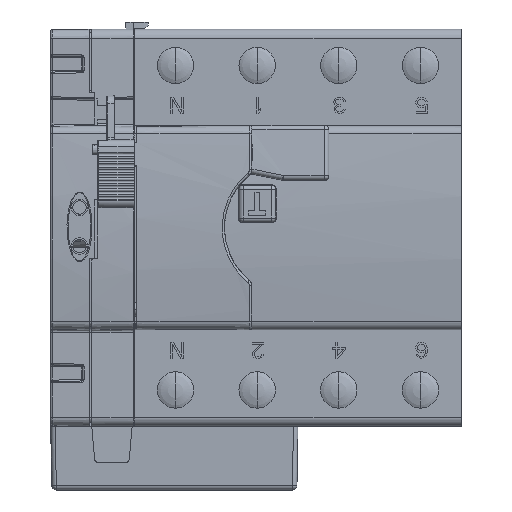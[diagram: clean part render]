
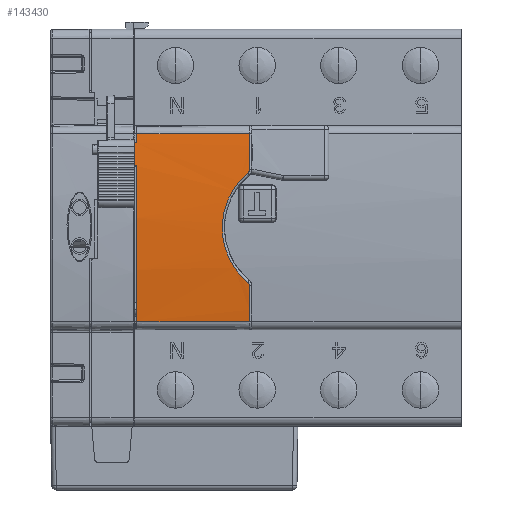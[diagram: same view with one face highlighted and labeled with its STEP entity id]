
A CAD part, left-side view. The second image highlights one B-rep face of the part: STEP entity #143430.
In plain terms, the highlighted conical face has half-angle 0.5 degrees and reference radius 179.868 mm.
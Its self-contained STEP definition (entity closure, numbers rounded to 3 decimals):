
#41714=CARTESIAN_POINT('',(-40.851,-0.5,
13.645));
#41716=CARTESIAN_POINT('',(138.41,-0.5,0.));
#41717=DIRECTION('',(0.,-1.,0.));
#41718=DIRECTION('',(-0.997,0.,0.076));
#41719=AXIS2_PLACEMENT_3D('',#41716,#41717,#41718);
#41843=CARTESIAN_POINT('',(138.41,4.,0.));
#41844=DIRECTION('',(0.,-1.,0.));
#41845=DIRECTION('',(-0.995,0.,0.104));
#41846=AXIS2_PLACEMENT_3D('',#41843,#41844,#41845);
#41926=CARTESIAN_POINT('',(-41.132,-25.296,
12.764));
#41927=CARTESIAN_POINT('',(-41.14,-25.296,
12.663));
#41928=CARTESIAN_POINT('',(-41.153,-25.268,
12.472));
#41929=CARTESIAN_POINT('',(-41.171,-25.138,
12.197));
#41930=CARTESIAN_POINT('',(-41.179,-25.009,
12.054));
#41931=CARTESIAN_POINT('',(-41.183,-24.932,
11.99));
#41933=CARTESIAN_POINT('',(-41.183,-24.932,
11.99));
#41934=CARTESIAN_POINT('',(-41.216,-24.223,
11.403));
#41935=CARTESIAN_POINT('',(-41.284,-22.932,
10.126));
#41936=CARTESIAN_POINT('',(-41.384,-21.34,
7.878));
#41937=CARTESIAN_POINT('',(-41.466,-20.172,
5.391));
#41938=CARTESIAN_POINT('',(-41.521,-19.456,
2.737));
#41939=CARTESIAN_POINT('',(-41.54,-19.215,
0.));
#41940=CARTESIAN_POINT('',(-41.521,-19.456,
-2.737));
#41941=CARTESIAN_POINT('',(-41.466,-20.172,
-5.39));
#41942=CARTESIAN_POINT('',(-41.384,-21.341,
-7.879));
#41943=CARTESIAN_POINT('',(-41.284,-22.929,
-10.123));
#41944=CARTESIAN_POINT('',(-41.216,-24.222,
-11.402));
#41945=CARTESIAN_POINT('',(-41.183,-24.932,
-11.99));
#41947=CARTESIAN_POINT('',(-41.183,-24.932,
-11.99));
#41948=CARTESIAN_POINT('',(-41.179,-25.009,
-12.054));
#41949=CARTESIAN_POINT('',(-41.171,-25.139,
-12.197));
#41950=CARTESIAN_POINT('',(-41.153,-25.268,
-12.472));
#41951=CARTESIAN_POINT('',(-41.14,-25.296,
-12.663));
#41952=CARTESIAN_POINT('',(-41.132,-25.296,
-12.763));
#41954=CARTESIAN_POINT('',(-40.851,-0.5,
13.645));
#41955=CARTESIAN_POINT('',(-40.845,0.,
13.655));
#41956=CARTESIAN_POINT('',(-40.835,0.999,
13.676));
#41957=CARTESIAN_POINT('',(-40.82,2.499,
13.708));
#41958=CARTESIAN_POINT('',(-40.809,3.5,
13.728));
#41959=CARTESIAN_POINT('',(-40.804,4.,
13.739));
#41961=DIRECTION('',(-0.009,-1.,0.001));
#41962=VECTOR('',#41961,24.797);
#41963=CARTESIAN_POINT('',(-40.173,-0.5,
20.705));
#41964=LINE('',#41963,#41962);
#41965=CARTESIAN_POINT('',(138.41,-25.296,0.));
#41966=DIRECTION('',(0.,1.,0.));
#41967=DIRECTION('',(-0.997,0.,0.071));
#41968=AXIS2_PLACEMENT_3D('',#41965,#41966,#41967);
#42856=CARTESIAN_POINT('',(138.41,-0.5,0.));
#42857=DIRECTION('',(0.,-1.,0.));
#42858=DIRECTION('',(-0.993,0.,0.115));
#42859=AXIS2_PLACEMENT_3D('',#42856,#42857,#42858);
#43434=CARTESIAN_POINT('',(-40.392,-0.5,
18.721));
#43435=CARTESIAN_POINT('',(-40.379,1.,
18.721));
#43436=CARTESIAN_POINT('',(-40.366,2.5,
18.721));
#43437=CARTESIAN_POINT('',(-40.352,4.,
18.721));
#44499=CARTESIAN_POINT('',(138.41,-25.296,0.));
#44500=DIRECTION('',(0.,1.,0.));
#44501=DIRECTION('',(-0.993,0.,-0.115));
#44502=AXIS2_PLACEMENT_3D('',#44499,#44500,#44501);
#44519=DIRECTION('',(-0.009,-1.,-0.001));
#44520=VECTOR('',#44519,24.797);
#44521=CARTESIAN_POINT('',(-40.173,-0.5,
-20.705));
#44522=LINE('',#44521,#44520);
#69110=CARTESIAN_POINT('',(-40.173,-0.5,20.705));
#69111=VERTEX_POINT('',#69110);
#69112=CARTESIAN_POINT('',(-40.392,-0.5,18.721));
#69113=VERTEX_POINT('',#69112);
#69118=VERTEX_POINT('',#41714);
#69119=CARTESIAN_POINT('',(-40.173,-0.5,-20.705));
#69120=VERTEX_POINT('',#69119);
#69232=CARTESIAN_POINT('',(-40.352,4.,18.721));
#69233=CARTESIAN_POINT('',(-40.804,4.,13.739));
#69234=VERTEX_POINT('',#69232);
#69235=VERTEX_POINT('',#69233);
#69250=CARTESIAN_POINT('',(-41.132,-25.296,
12.764));
#69251=CARTESIAN_POINT('',(-40.388,-25.296,
20.73));
#69252=VERTEX_POINT('',#69250);
#69253=VERTEX_POINT('',#69251);
#69254=VERTEX_POINT('',#41931);
#69255=VERTEX_POINT('',#41945);
#69256=VERTEX_POINT('',#41952);
#69257=CARTESIAN_POINT('',(-40.388,-25.296,
-20.73));
#69258=VERTEX_POINT('',#69257);
#143402=CARTESIAN_POINT('',(138.41,-10.648,0.));
#143403=DIRECTION('',(0.,-1.,0.));
#143404=DIRECTION('',(0.,0.,1.));
#143405=AXIS2_PLACEMENT_3D('',#143402,#143403,#143404);
#143406=CONICAL_SURFACE('',#143405,179.868,0.5);
#143408=ORIENTED_EDGE('',*,*,#143407,.F.);
#143410=ORIENTED_EDGE('',*,*,#143409,.T.);
#143412=ORIENTED_EDGE('',*,*,#143411,.T.);
#143414=ORIENTED_EDGE('',*,*,#143413,.T.);
#143416=ORIENTED_EDGE('',*,*,#143415,.F.);
#143418=ORIENTED_EDGE('',*,*,#143417,.F.);
#143419=ORIENTED_EDGE('',*,*,#143290,.F.);
#143420=ORIENTED_EDGE('',*,*,#143362,.T.);
#143421=ORIENTED_EDGE('',*,*,#143373,.F.);
#143423=ORIENTED_EDGE('',*,*,#143422,.F.);
#143425=ORIENTED_EDGE('',*,*,#143424,.F.);
#143427=ORIENTED_EDGE('',*,*,#143426,.T.);
#143428=EDGE_LOOP('',(#143408,#143410,#143412,#143414,#143416,#143418,#143419,
#143420,#143421,#143423,#143425,#143427));
#143429=FACE_OUTER_BOUND('',#143428,.F.);
#41720=CIRCLE('',#41719,179.779);
#41847=CIRCLE('',#41846,179.74);
#41932=B_SPLINE_CURVE_WITH_KNOTS('',3,(#41926,#41927,#41928,#41929,#41930,
#41931),.UNSPECIFIED.,.F.,.F.,(4,1,1,4),(0.,0.333,
0.667,1.),.UNSPECIFIED.);
#41946=B_SPLINE_CURVE_WITH_KNOTS('',3,(#41933,#41934,#41935,#41936,#41937,
#41938,#41939,#41940,#41941,#41942,#41943,#41944,#41945),.UNSPECIFIED.,.F.,.F.,(
4,1,1,1,1,1,1,1,1,1,4),(0.,0.1,0.2,0.3,0.4,0.5,0.6,0.7,0.8,
0.9,1.),.UNSPECIFIED.);
#41953=B_SPLINE_CURVE_WITH_KNOTS('',3,(#41947,#41948,#41949,#41950,#41951,
#41952),.UNSPECIFIED.,.F.,.F.,(4,1,1,4),(0.,0.333,
0.667,1.),.UNSPECIFIED.);
#41960=B_SPLINE_CURVE_WITH_KNOTS('',3,(#41954,#41955,#41956,#41957,#41958,
#41959),.UNSPECIFIED.,.F.,.F.,(4,1,1,4),(0.,0.333,
0.667,1.),.UNSPECIFIED.);
#41969=CIRCLE('',#41968,179.996);
#42860=CIRCLE('',#42859,179.779);
#43438=B_SPLINE_CURVE_WITH_KNOTS('',3,(#43434,#43435,#43436,#43437),
.UNSPECIFIED.,.F.,.F.,(4,4),(0.,1.),.UNSPECIFIED.);
#44503=CIRCLE('',#44502,179.996);
#143290=EDGE_CURVE('',#69118,#69120,#41720,.T.);
#143362=EDGE_CURVE('',#69118,#69235,#41960,.T.);
#143373=EDGE_CURVE('',#69234,#69235,#41847,.T.);
#143407=EDGE_CURVE('',#69252,#69253,#41969,.T.);
#143409=EDGE_CURVE('',#69252,#69254,#41932,.T.);
#143411=EDGE_CURVE('',#69254,#69255,#41946,.T.);
#143413=EDGE_CURVE('',#69255,#69256,#41953,.T.);
#143415=EDGE_CURVE('',#69258,#69256,#44503,.T.);
#143417=EDGE_CURVE('',#69120,#69258,#44522,.T.);
#143422=EDGE_CURVE('',#69113,#69234,#43438,.T.);
#143424=EDGE_CURVE('',#69111,#69113,#42860,.T.);
#143426=EDGE_CURVE('',#69111,#69253,#41964,.T.);
#143430=ADVANCED_FACE('',(#143429),#143406,.T.);
